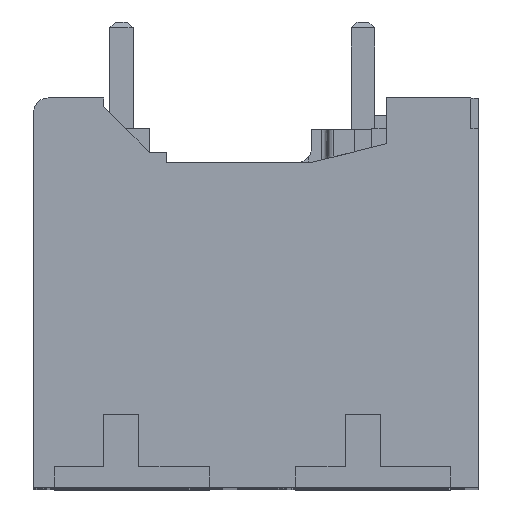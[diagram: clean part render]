
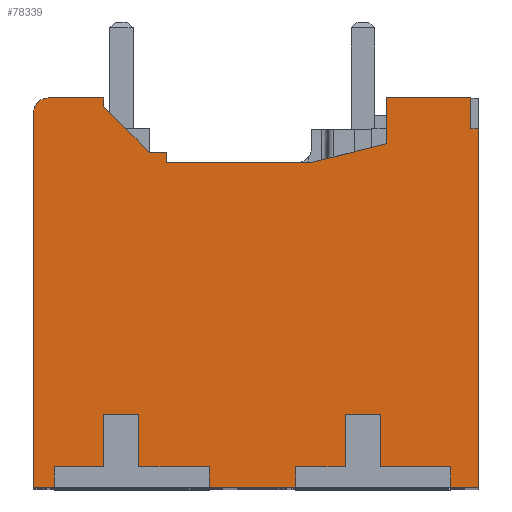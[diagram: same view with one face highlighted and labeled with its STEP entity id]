
A CAD part, top view. The second image highlights one B-rep face of the part: STEP entity #78339.
In plain terms, the highlighted planar face has unit normal (0, 0, 1).
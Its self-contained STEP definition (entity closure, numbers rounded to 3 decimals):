
#19465=DIRECTION('',(0.,1.,0.));
#19466=VECTOR('',#19465,12.25);
#19467=CARTESIAN_POINT('',(12.2,0.,2.2));
#19468=LINE('',#19467,#19466);
#20244=DIRECTION('',(-1.,0.,0.));
#20245=VECTOR('',#20244,4.959);
#20246=CARTESIAN_POINT('',(6.505,11.1,2.2));
#20247=LINE('',#20246,#20245);
#23856=DIRECTION('',(0.707,0.707,0.));
#23857=VECTOR('',#23856,0.039);
#23858=CARTESIAN_POINT('',(9.032,11.732,2.2));
#23859=LINE('',#23858,#23857);
#23860=DIRECTION('',(0.,1.,0.));
#23861=VECTOR('',#23860,1.541);
#23862=CARTESIAN_POINT('',(9.059,11.759,2.2));
#23863=LINE('',#23862,#23861);
#23864=DIRECTION('',(1.,0.,0.));
#23865=VECTOR('',#23864,2.878);
#23866=CARTESIAN_POINT('',(9.059,13.3,2.2));
#23867=LINE('',#23866,#23865);
#23868=DIRECTION('',(0.,-1.,0.));
#23869=VECTOR('',#23868,1.05);
#23870=CARTESIAN_POINT('',(11.938,13.3,2.2));
#23871=LINE('',#23870,#23869);
#23872=DIRECTION('',(-1.,0.,0.));
#23873=VECTOR('',#23872,0.95);
#23874=CARTESIAN_POINT('',(12.2,0.,2.2));
#23875=LINE('',#23874,#23873);
#23876=DIRECTION('',(0.,1.,0.));
#23877=VECTOR('',#23876,0.7);
#23878=CARTESIAN_POINT('',(11.25,0.,2.2));
#23879=LINE('',#23878,#23877);
#23880=DIRECTION('',(0.,1.,0.));
#23881=VECTOR('',#23880,1.8);
#23882=CARTESIAN_POINT('',(8.85,0.7,2.2));
#23883=LINE('',#23882,#23881);
#23884=DIRECTION('',(-1.,0.,0.));
#23885=VECTOR('',#23884,2.95);
#23886=CARTESIAN_POINT('',(5.95,0.,2.2));
#23887=LINE('',#23886,#23885);
#23888=DIRECTION('',(0.,1.,0.));
#23889=VECTOR('',#23888,0.7);
#23890=CARTESIAN_POINT('',(3.,0.,2.2));
#23891=LINE('',#23890,#23889);
#23892=DIRECTION('',(0.,1.,0.));
#23893=VECTOR('',#23892,1.8);
#23894=CARTESIAN_POINT('',(0.6,0.7,2.2));
#23895=LINE('',#23894,#23893);
#23896=DIRECTION('',(-1.,0.,0.));
#23897=VECTOR('',#23896,0.7);
#23898=CARTESIAN_POINT('',(-2.3,0.,2.2));
#23899=LINE('',#23898,#23897);
#23900=CARTESIAN_POINT('',(-2.5,12.8,2.2));
#23901=DIRECTION('',(0.,0.,-1.));
#23902=DIRECTION('',(-1.,0.,0.));
#23903=AXIS2_PLACEMENT_3D('',#23900,#23901,#23902);
#23905=DIRECTION('',(1.,0.,0.));
#23906=VECTOR('',#23905,1.895);
#23907=CARTESIAN_POINT('',(-2.5,13.3,2.2));
#23908=LINE('',#23907,#23906);
#23909=DIRECTION('',(0.,-1.,0.));
#23910=VECTOR('',#23909,0.295);
#23911=CARTESIAN_POINT('',(-0.605,13.3,2.2));
#23912=LINE('',#23911,#23910);
#23913=DIRECTION('',(0.707,-0.707,0.));
#23914=VECTOR('',#23913,2.199);
#23915=CARTESIAN_POINT('',(-0.605,13.005,2.2));
#23916=LINE('',#23915,#23914);
#23917=DIRECTION('',(1.,0.,0.));
#23918=VECTOR('',#23917,0.596);
#23919=CARTESIAN_POINT('',(0.949,11.451,2.2));
#23920=LINE('',#23919,#23918);
#23921=DIRECTION('',(0.,-1.,0.));
#23922=VECTOR('',#23921,0.351);
#23923=CARTESIAN_POINT('',(1.546,11.451,2.2));
#23924=LINE('',#23923,#23922);
#23925=DIRECTION('',(0.97,0.243,0.));
#23926=VECTOR('',#23925,2.604);
#23927=CARTESIAN_POINT('',(6.505,11.1,2.2));
#23928=LINE('',#23927,#23926);
#30489=DIRECTION('',(-1.,0.,0.));
#30490=VECTOR('',#30489,0.262);
#30491=CARTESIAN_POINT('',(12.2,12.25,2.2));
#30492=LINE('',#30491,#30490);
#30505=DIRECTION('',(1.,0.,0.));
#30506=VECTOR('',#30505,2.4);
#30507=CARTESIAN_POINT('',(8.85,0.7,2.2));
#30508=LINE('',#30507,#30506);
#30553=DIRECTION('',(1.,0.,0.));
#30554=VECTOR('',#30553,1.7);
#30555=CARTESIAN_POINT('',(5.95,0.7,2.2));
#30556=LINE('',#30555,#30554);
#30557=DIRECTION('',(0.,1.,0.));
#30558=VECTOR('',#30557,1.8);
#30559=CARTESIAN_POINT('',(7.65,0.7,2.2));
#30560=LINE('',#30559,#30558);
#30565=DIRECTION('',(1.,0.,0.));
#30566=VECTOR('',#30565,1.2);
#30567=CARTESIAN_POINT('',(7.65,2.5,2.2));
#30568=LINE('',#30567,#30566);
#30573=DIRECTION('',(0.,1.,0.));
#30574=VECTOR('',#30573,0.7);
#30575=CARTESIAN_POINT('',(5.95,0.,2.2));
#30576=LINE('',#30575,#30574);
#30585=DIRECTION('',(1.,0.,0.));
#30586=VECTOR('',#30585,2.4);
#30587=CARTESIAN_POINT('',(0.6,0.7,2.2));
#30588=LINE('',#30587,#30586);
#30633=DIRECTION('',(1.,0.,0.));
#30634=VECTOR('',#30633,1.7);
#30635=CARTESIAN_POINT('',(-2.3,0.7,2.2));
#30636=LINE('',#30635,#30634);
#30637=DIRECTION('',(0.,1.,0.));
#30638=VECTOR('',#30637,1.8);
#30639=CARTESIAN_POINT('',(-0.6,0.7,2.2));
#30640=LINE('',#30639,#30638);
#30645=DIRECTION('',(1.,0.,0.));
#30646=VECTOR('',#30645,1.2);
#30647=CARTESIAN_POINT('',(-0.6,2.5,2.2));
#30648=LINE('',#30647,#30646);
#30653=DIRECTION('',(0.,1.,0.));
#30654=VECTOR('',#30653,0.7);
#30655=CARTESIAN_POINT('',(-2.3,0.,2.2));
#30656=LINE('',#30655,#30654);
#30661=DIRECTION('',(0.,-1.,0.));
#30662=VECTOR('',#30661,12.8);
#30663=CARTESIAN_POINT('',(-3.,12.8,2.2));
#30664=LINE('',#30663,#30662);
#35799=CARTESIAN_POINT('',(-3.,0.,2.2));
#35800=VERTEX_POINT('',#35799);
#35801=CARTESIAN_POINT('',(-2.3,0.,2.2));
#35802=VERTEX_POINT('',#35801);
#35807=CARTESIAN_POINT('',(3.,0.,2.2));
#35808=VERTEX_POINT('',#35807);
#35809=CARTESIAN_POINT('',(5.95,0.,2.2));
#35810=VERTEX_POINT('',#35809);
#35815=CARTESIAN_POINT('',(11.25,0.,2.2));
#35816=VERTEX_POINT('',#35815);
#35817=CARTESIAN_POINT('',(12.2,0.,2.2));
#35818=VERTEX_POINT('',#35817);
#36179=CARTESIAN_POINT('',(12.2,12.25,2.2));
#36180=VERTEX_POINT('',#36179);
#36185=CARTESIAN_POINT('',(9.032,11.732,2.2));
#36186=CARTESIAN_POINT('',(9.059,11.759,2.2));
#36187=VERTEX_POINT('',#36185);
#36188=VERTEX_POINT('',#36186);
#36189=CARTESIAN_POINT('',(9.059,13.3,2.2));
#36190=VERTEX_POINT('',#36189);
#36191=CARTESIAN_POINT('',(11.938,13.3,2.2));
#36192=VERTEX_POINT('',#36191);
#36193=CARTESIAN_POINT('',(11.938,12.25,2.2));
#36194=VERTEX_POINT('',#36193);
#36195=CARTESIAN_POINT('',(11.25,0.7,2.2));
#36196=VERTEX_POINT('',#36195);
#36197=CARTESIAN_POINT('',(8.85,0.7,2.2));
#36198=VERTEX_POINT('',#36197);
#36199=CARTESIAN_POINT('',(8.85,2.5,2.2));
#36200=VERTEX_POINT('',#36199);
#36201=CARTESIAN_POINT('',(7.65,2.5,2.2));
#36202=VERTEX_POINT('',#36201);
#36203=CARTESIAN_POINT('',(7.65,0.7,2.2));
#36204=VERTEX_POINT('',#36203);
#36205=CARTESIAN_POINT('',(5.95,0.7,2.2));
#36206=VERTEX_POINT('',#36205);
#36207=CARTESIAN_POINT('',(3.,0.7,2.2));
#36208=VERTEX_POINT('',#36207);
#36209=CARTESIAN_POINT('',(0.6,0.7,2.2));
#36210=VERTEX_POINT('',#36209);
#36211=CARTESIAN_POINT('',(0.6,2.5,2.2));
#36212=VERTEX_POINT('',#36211);
#36213=CARTESIAN_POINT('',(-0.6,2.5,2.2));
#36214=VERTEX_POINT('',#36213);
#36215=CARTESIAN_POINT('',(-0.6,0.7,2.2));
#36216=VERTEX_POINT('',#36215);
#36217=CARTESIAN_POINT('',(-2.3,0.7,2.2));
#36218=VERTEX_POINT('',#36217);
#36219=CARTESIAN_POINT('',(-3.,12.8,2.2));
#36220=VERTEX_POINT('',#36219);
#36221=CARTESIAN_POINT('',(-2.5,13.3,2.2));
#36222=VERTEX_POINT('',#36221);
#36223=CARTESIAN_POINT('',(-0.605,13.3,2.2));
#36224=VERTEX_POINT('',#36223);
#36225=CARTESIAN_POINT('',(-0.605,13.005,2.2));
#36226=VERTEX_POINT('',#36225);
#36227=CARTESIAN_POINT('',(0.949,11.451,2.2));
#36228=VERTEX_POINT('',#36227);
#36229=CARTESIAN_POINT('',(1.546,11.451,2.2));
#36230=VERTEX_POINT('',#36229);
#36231=CARTESIAN_POINT('',(1.546,11.1,2.2));
#36232=VERTEX_POINT('',#36231);
#36233=CARTESIAN_POINT('',(6.505,11.1,2.2));
#36234=VERTEX_POINT('',#36233);
#78280=CARTESIAN_POINT('',(0.,0.,2.2));
#78281=DIRECTION('',(0.,0.,1.));
#78282=DIRECTION('',(1.,0.,0.));
#78283=AXIS2_PLACEMENT_3D('',#78280,#78281,#78282);
#78284=PLANE('',#78283);
#78286=ORIENTED_EDGE('',*,*,#78285,.T.);
#78287=ORIENTED_EDGE('',*,*,#73402,.T.);
#78288=ORIENTED_EDGE('',*,*,#73379,.T.);
#78290=ORIENTED_EDGE('',*,*,#78289,.T.);
#78292=ORIENTED_EDGE('',*,*,#78291,.F.);
#78293=ORIENTED_EDGE('',*,*,#73157,.F.);
#78294=ORIENTED_EDGE('',*,*,#46107,.T.);
#78296=ORIENTED_EDGE('',*,*,#78295,.T.);
#78298=ORIENTED_EDGE('',*,*,#78297,.F.);
#78300=ORIENTED_EDGE('',*,*,#78299,.T.);
#78302=ORIENTED_EDGE('',*,*,#78301,.F.);
#78304=ORIENTED_EDGE('',*,*,#78303,.F.);
#78306=ORIENTED_EDGE('',*,*,#78305,.F.);
#78308=ORIENTED_EDGE('',*,*,#78307,.F.);
#78309=ORIENTED_EDGE('',*,*,#46099,.T.);
#78311=ORIENTED_EDGE('',*,*,#78310,.T.);
#78313=ORIENTED_EDGE('',*,*,#78312,.F.);
#78315=ORIENTED_EDGE('',*,*,#78314,.T.);
#78317=ORIENTED_EDGE('',*,*,#78316,.F.);
#78319=ORIENTED_EDGE('',*,*,#78318,.F.);
#78321=ORIENTED_EDGE('',*,*,#78320,.F.);
#78323=ORIENTED_EDGE('',*,*,#78322,.F.);
#78324=ORIENTED_EDGE('',*,*,#46091,.T.);
#78326=ORIENTED_EDGE('',*,*,#78325,.F.);
#78327=ORIENTED_EDGE('',*,*,#78273,.T.);
#78328=ORIENTED_EDGE('',*,*,#75147,.T.);
#78329=ORIENTED_EDGE('',*,*,#75128,.T.);
#78331=ORIENTED_EDGE('',*,*,#78330,.T.);
#78332=ORIENTED_EDGE('',*,*,#74387,.T.);
#78333=ORIENTED_EDGE('',*,*,#74348,.T.);
#78334=ORIENTED_EDGE('',*,*,#73948,.F.);
#78336=ORIENTED_EDGE('',*,*,#78335,.T.);
#78337=EDGE_LOOP('',(#78286,#78287,#78288,#78290,#78292,#78293,#78294,#78296,
#78298,#78300,#78302,#78304,#78306,#78308,#78309,#78311,#78313,#78315,#78317,
#78319,#78321,#78323,#78324,#78326,#78327,#78328,#78329,#78331,#78332,#78333,
#78334,#78336));
#78338=FACE_OUTER_BOUND('',#78337,.F.);
#78339=ADVANCED_FACE('',(#78338),#78284,.T.);
#23904=CIRCLE('',#23903,0.5);
#46091=EDGE_CURVE('',#35802,#35800,#23899,.T.);
#46099=EDGE_CURVE('',#35810,#35808,#23887,.T.);
#46107=EDGE_CURVE('',#35818,#35816,#23875,.T.);
#73157=EDGE_CURVE('',#35818,#36180,#19468,.T.);
#73379=EDGE_CURVE('',#36190,#36192,#23867,.T.);
#73402=EDGE_CURVE('',#36188,#36190,#23863,.T.);
#73948=EDGE_CURVE('',#36234,#36232,#20247,.T.);
#74348=EDGE_CURVE('',#36230,#36232,#23924,.T.);
#74387=EDGE_CURVE('',#36228,#36230,#23920,.T.);
#75128=EDGE_CURVE('',#36224,#36226,#23912,.T.);
#75147=EDGE_CURVE('',#36222,#36224,#23908,.T.);
#78273=EDGE_CURVE('',#36220,#36222,#23904,.T.);
#78285=EDGE_CURVE('',#36187,#36188,#23859,.T.);
#78289=EDGE_CURVE('',#36192,#36194,#23871,.T.);
#78291=EDGE_CURVE('',#36180,#36194,#30492,.T.);
#78295=EDGE_CURVE('',#35816,#36196,#23879,.T.);
#78297=EDGE_CURVE('',#36198,#36196,#30508,.T.);
#78299=EDGE_CURVE('',#36198,#36200,#23883,.T.);
#78301=EDGE_CURVE('',#36202,#36200,#30568,.T.);
#78303=EDGE_CURVE('',#36204,#36202,#30560,.T.);
#78305=EDGE_CURVE('',#36206,#36204,#30556,.T.);
#78307=EDGE_CURVE('',#35810,#36206,#30576,.T.);
#78310=EDGE_CURVE('',#35808,#36208,#23891,.T.);
#78312=EDGE_CURVE('',#36210,#36208,#30588,.T.);
#78314=EDGE_CURVE('',#36210,#36212,#23895,.T.);
#78316=EDGE_CURVE('',#36214,#36212,#30648,.T.);
#78318=EDGE_CURVE('',#36216,#36214,#30640,.T.);
#78320=EDGE_CURVE('',#36218,#36216,#30636,.T.);
#78322=EDGE_CURVE('',#35802,#36218,#30656,.T.);
#78325=EDGE_CURVE('',#36220,#35800,#30664,.T.);
#78330=EDGE_CURVE('',#36226,#36228,#23916,.T.);
#78335=EDGE_CURVE('',#36234,#36187,#23928,.T.);
